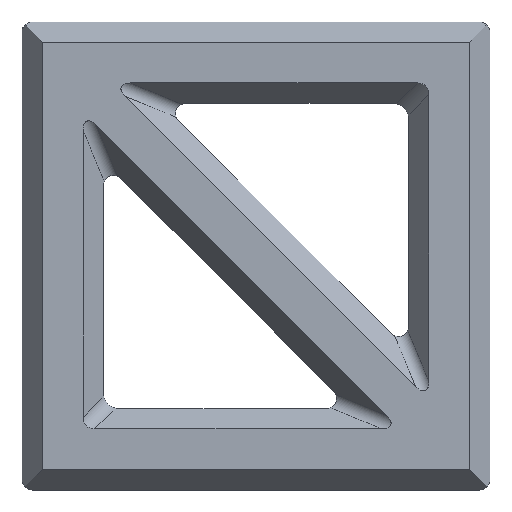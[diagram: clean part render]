
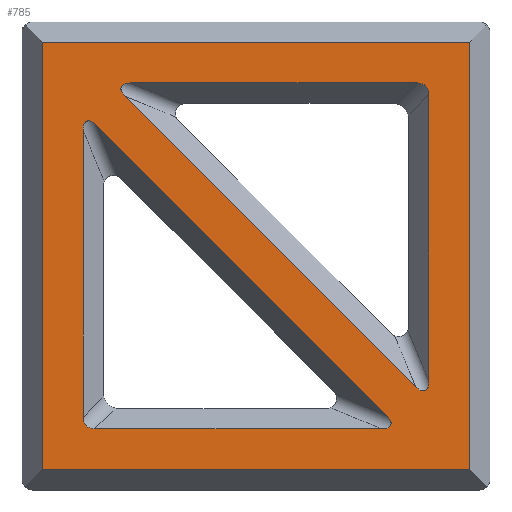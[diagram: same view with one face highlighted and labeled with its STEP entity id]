
A CAD part, top view. The second image highlights one B-rep face of the part: STEP entity #785.
In plain terms, the highlighted planar face has unit normal (0, 0, 1).
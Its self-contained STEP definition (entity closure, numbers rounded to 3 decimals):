
#35=ELLIPSE('',#860,1.159,0.75);
#36=ELLIPSE('',#863,1.159,0.75);
#37=ELLIPSE('',#866,1.198,0.5);
#38=ELLIPSE('',#868,1.198,0.5);
#42=ELLIPSE('',#876,1.198,0.5);
#46=ELLIPSE('',#884,1.198,0.5);
#51=FACE_BOUND('',#156,.T.);
#52=FACE_BOUND('',#157,.T.);
#71=PLANE('',#885);
#111=FACE_OUTER_BOUND('',#155,.T.);
#155=EDGE_LOOP('',(#691,#692,#693,#694));
#156=EDGE_LOOP('',(#695,#696,#697,#698,#699,#700));
#157=EDGE_LOOP('',(#701,#702,#703,#704,#705,#706));
#195=LINE('',#1257,#263);
#199=LINE('',#1266,#267);
#204=LINE('',#1280,#272);
#206=LINE('',#1285,#274);
#210=LINE('',#1295,#278);
#214=LINE('',#1305,#282);
#220=LINE('',#1327,#288);
#226=LINE('',#1347,#294);
#229=LINE('',#1355,#297);
#230=LINE('',#1356,#298);
#263=VECTOR('',#1011,10.);
#267=VECTOR('',#1019,10.);
#272=VECTOR('',#1034,10.);
#274=VECTOR('',#1042,10.);
#278=VECTOR('',#1052,10.);
#282=VECTOR('',#1062,10.);
#288=VECTOR('',#1086,10.);
#294=VECTOR('',#1108,10.);
#297=VECTOR('',#1119,10.);
#298=VECTOR('',#1120,10.);
#362=VERTEX_POINT('',#1254);
#363=VERTEX_POINT('',#1256);
#366=VERTEX_POINT('',#1264);
#370=VERTEX_POINT('',#1278);
#371=VERTEX_POINT('',#1287);
#372=VERTEX_POINT('',#1288);
#373=VERTEX_POINT('',#1293);
#374=VERTEX_POINT('',#1297);
#375=VERTEX_POINT('',#1298);
#376=VERTEX_POINT('',#1303);
#377=VERTEX_POINT('',#1307);
#378=VERTEX_POINT('',#1311);
#379=VERTEX_POINT('',#1312);
#384=VERTEX_POINT('',#1331);
#385=VERTEX_POINT('',#1332);
#390=VERTEX_POINT('',#1351);
#451=EDGE_CURVE('',#362,#363,#195,.T.);
#456=EDGE_CURVE('',#366,#362,#199,.T.);
#463=EDGE_CURVE('',#370,#366,#204,.T.);
#466=EDGE_CURVE('',#363,#370,#206,.T.);
#467=EDGE_CURVE('',#371,#372,#35,.T.);
#471=EDGE_CURVE('',#373,#371,#210,.T.);
#472=EDGE_CURVE('',#374,#375,#36,.T.);
#476=EDGE_CURVE('',#376,#374,#214,.T.);
#477=EDGE_CURVE('',#377,#373,#37,.T.);
#479=EDGE_CURVE('',#378,#379,#38,.T.);
#487=EDGE_CURVE('',#375,#378,#220,.T.);
#489=EDGE_CURVE('',#384,#385,#42,.T.);
#497=EDGE_CURVE('',#372,#384,#226,.T.);
#499=EDGE_CURVE('',#390,#376,#46,.T.);
#501=EDGE_CURVE('',#385,#377,#229,.T.);
#502=EDGE_CURVE('',#379,#390,#230,.T.);
#691=ORIENTED_EDGE('',*,*,#466,.F.);
#692=ORIENTED_EDGE('',*,*,#451,.F.);
#693=ORIENTED_EDGE('',*,*,#456,.F.);
#694=ORIENTED_EDGE('',*,*,#463,.F.);
#695=ORIENTED_EDGE('',*,*,#501,.F.);
#696=ORIENTED_EDGE('',*,*,#489,.F.);
#697=ORIENTED_EDGE('',*,*,#497,.F.);
#698=ORIENTED_EDGE('',*,*,#467,.F.);
#699=ORIENTED_EDGE('',*,*,#471,.F.);
#700=ORIENTED_EDGE('',*,*,#477,.F.);
#701=ORIENTED_EDGE('',*,*,#476,.F.);
#702=ORIENTED_EDGE('',*,*,#499,.F.);
#703=ORIENTED_EDGE('',*,*,#502,.F.);
#704=ORIENTED_EDGE('',*,*,#479,.F.);
#705=ORIENTED_EDGE('',*,*,#487,.F.);
#706=ORIENTED_EDGE('',*,*,#472,.F.);
#785=ADVANCED_FACE('',(#111,#51,#52),#71,.T.);
#860=AXIS2_PLACEMENT_3D('',#1289,#1045,#1046);
#863=AXIS2_PLACEMENT_3D('',#1299,#1055,#1056);
#866=AXIS2_PLACEMENT_3D('',#1308,#1065,#1066);
#868=AXIS2_PLACEMENT_3D('',#1313,#1070,#1071);
#876=AXIS2_PLACEMENT_3D('',#1333,#1092,#1093);
#884=AXIS2_PLACEMENT_3D('',#1352,#1114,#1115);
#885=AXIS2_PLACEMENT_3D('',#1354,#1117,#1118);
#1011=DIRECTION('',(0.,-1.,0.));
#1019=DIRECTION('',(1.,0.,0.));
#1034=DIRECTION('',(0.,1.,0.));
#1042=DIRECTION('',(-1.,0.,0.));
#1045=DIRECTION('center_axis',(0.,0.,1.));
#1046=DIRECTION('ref_axis',(0.707,0.707,0.));
#1052=DIRECTION('',(0.,1.,0.));
#1055=DIRECTION('center_axis',(0.,0.,1.));
#1056=DIRECTION('ref_axis',(-0.707,-0.707,0.));
#1062=DIRECTION('',(0.,-1.,0.));
#1065=DIRECTION('center_axis',(0.,0.,1.));
#1066=DIRECTION('ref_axis',(0.383,-0.924,0.));
#1070=DIRECTION('center_axis',(0.,0.,1.));
#1071=DIRECTION('ref_axis',(0.924,-0.383,0.));
#1086=DIRECTION('',(1.,0.,0.));
#1092=DIRECTION('center_axis',(0.,0.,1.));
#1093=DIRECTION('ref_axis',(-0.924,0.383,0.));
#1108=DIRECTION('',(-1.,0.,0.));
#1114=DIRECTION('center_axis',(0.,0.,1.));
#1115=DIRECTION('ref_axis',(-0.383,0.924,0.));
#1117=DIRECTION('center_axis',(0.,0.,1.));
#1118=DIRECTION('ref_axis',(1.,0.,0.));
#1119=DIRECTION('',(0.707,-0.707,0.));
#1120=DIRECTION('',(-0.707,0.707,0.));
#1254=CARTESIAN_POINT('',(79.921,-62.891,3.2));
#1256=CARTESIAN_POINT('',(79.921,-83.891,3.2));
#1257=CARTESIAN_POINT('',(79.921,-79.141,3.2));
#1264=CARTESIAN_POINT('',(58.921,-62.891,3.2));
#1266=CARTESIAN_POINT('',(75.171,-62.891,3.2));
#1278=CARTESIAN_POINT('',(58.921,-83.891,3.2));
#1280=CARTESIAN_POINT('',(58.921,-67.641,3.2));
#1285=CARTESIAN_POINT('',(63.671,-83.891,3.2));
#1287=CARTESIAN_POINT('',(77.921,-65.467,3.2));
#1288=CARTESIAN_POINT('',(77.345,-64.891,3.2));
#1289=CARTESIAN_POINT('Origin',(76.945,-65.868,3.2));
#1293=CARTESIAN_POINT('',(77.921,-79.55,3.2));
#1295=CARTESIAN_POINT('',(77.921,-69.641,3.2));
#1297=CARTESIAN_POINT('',(60.921,-81.315,3.2));
#1298=CARTESIAN_POINT('',(61.497,-81.891,3.2));
#1299=CARTESIAN_POINT('Origin',(61.898,-80.915,3.2));
#1303=CARTESIAN_POINT('',(60.921,-67.233,3.2));
#1305=CARTESIAN_POINT('',(60.921,-77.141,3.2));
#1307=CARTESIAN_POINT('',(77.266,-79.821,3.2));
#1308=CARTESIAN_POINT('Origin',(77.27,-78.906,3.2));
#1311=CARTESIAN_POINT('',(75.58,-81.891,3.2));
#1312=CARTESIAN_POINT('',(75.851,-81.236,3.2));
#1313=CARTESIAN_POINT('Origin',(74.936,-81.24,3.2));
#1327=CARTESIAN_POINT('',(71.757,-81.891,3.2));
#1331=CARTESIAN_POINT('',(63.263,-64.891,3.2));
#1332=CARTESIAN_POINT('',(62.991,-65.547,3.2));
#1333=CARTESIAN_POINT('Origin',(63.907,-65.542,3.2));
#1347=CARTESIAN_POINT('',(67.086,-64.891,3.2));
#1351=CARTESIAN_POINT('',(61.577,-66.961,3.2));
#1352=CARTESIAN_POINT('Origin',(61.572,-67.877,3.2));
#1354=CARTESIAN_POINT('Origin',(69.421,-73.391,3.2));
#1355=CARTESIAN_POINT('',(73.171,-75.727,3.2));
#1356=CARTESIAN_POINT('',(65.671,-71.056,3.2));
